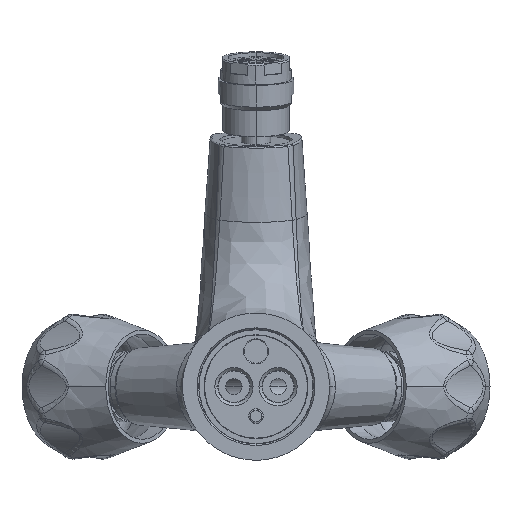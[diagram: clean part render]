
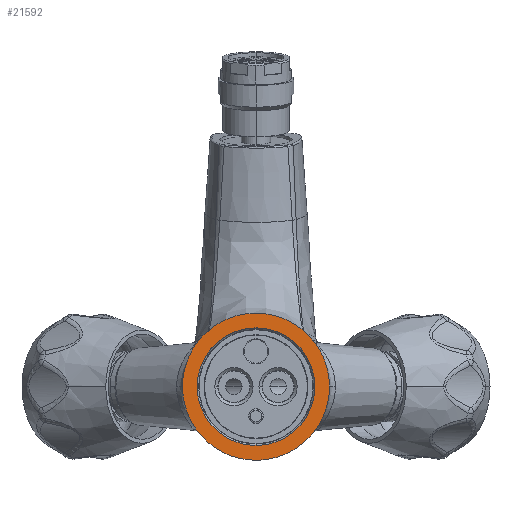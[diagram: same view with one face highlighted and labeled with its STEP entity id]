
A CAD part, front view. The second image highlights one B-rep face of the part: STEP entity #21592.
In plain terms, the highlighted planar face has unit normal (0, -1, 0).
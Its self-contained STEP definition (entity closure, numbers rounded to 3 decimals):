
#2780=CARTESIAN_POINT('',(17.678,0.,-17.678));
#2818=CARTESIAN_POINT('',(17.678,0.,17.678));
#2825=CARTESIAN_POINT('',(-17.678,0.,17.678));
#2827=CARTESIAN_POINT('',(17.678,0.,-17.678));
#2828=CARTESIAN_POINT('',(15.826,0.,-19.529));
#2829=CARTESIAN_POINT('',(11.538,0.,-22.645));
#2830=CARTESIAN_POINT('',(3.976,0.,-25.102));
#2831=CARTESIAN_POINT('',(-3.976,0.,-25.102));
#2832=CARTESIAN_POINT('',(-11.538,0.,-22.645));
#2833=CARTESIAN_POINT('',(-15.826,0.,-19.529));
#2834=CARTESIAN_POINT('',(-17.678,0.,-17.678));
#2836=CARTESIAN_POINT('',(-17.678,0.,-17.678));
#2837=CARTESIAN_POINT('',(-19.529,0.,-15.826));
#2838=CARTESIAN_POINT('',(-22.645,0.,-11.538));
#2839=CARTESIAN_POINT('',(-25.102,0.,-3.976));
#2840=CARTESIAN_POINT('',(-25.102,0.,3.976));
#2841=CARTESIAN_POINT('',(-22.645,0.,11.538));
#2842=CARTESIAN_POINT('',(-19.529,0.,15.826));
#2843=CARTESIAN_POINT('',(-17.678,0.,17.678));
#2845=CARTESIAN_POINT('',(-17.678,0.,17.678));
#2846=CARTESIAN_POINT('',(-15.826,0.,19.529));
#2847=CARTESIAN_POINT('',(-11.538,0.,22.645));
#2848=CARTESIAN_POINT('',(-3.976,0.,25.102));
#2849=CARTESIAN_POINT('',(3.976,0.,25.102));
#2850=CARTESIAN_POINT('',(11.538,0.,22.645));
#2851=CARTESIAN_POINT('',(15.826,0.,19.529));
#2852=CARTESIAN_POINT('',(17.678,0.,17.678));
#2854=CARTESIAN_POINT('',(17.678,0.,17.678));
#2855=CARTESIAN_POINT('',(19.529,0.,15.826));
#2856=CARTESIAN_POINT('',(22.645,0.,11.538));
#2857=CARTESIAN_POINT('',(25.102,0.,3.976));
#2858=CARTESIAN_POINT('',(25.102,0.,-3.976));
#2859=CARTESIAN_POINT('',(22.645,0.,-11.538));
#2860=CARTESIAN_POINT('',(19.529,0.,-15.826));
#2861=CARTESIAN_POINT('',(17.678,0.,-17.678));
#2863=CARTESIAN_POINT('',(0.,0.,0.));
#2864=DIRECTION('',(0.,-1.,0.));
#2865=DIRECTION('',(0.,0.,-1.));
#2866=AXIS2_PLACEMENT_3D('',#2863,#2864,#2865);
#2868=CARTESIAN_POINT('',(0.,0.,0.));
#2869=DIRECTION('',(0.,-1.,0.));
#2870=DIRECTION('',(0.,0.,1.));
#2871=AXIS2_PLACEMENT_3D('',#2868,#2869,#2870);
#2885=CARTESIAN_POINT('',(-17.678,0.,-17.678));
#13834=VERTEX_POINT('',#2780);
#13843=VERTEX_POINT('',#2818);
#13851=VERTEX_POINT('',#2885);
#13860=VERTEX_POINT('',#2825);
#14093=CARTESIAN_POINT('',(0.,0.,-20.));
#14094=CARTESIAN_POINT('',(0.,0.,20.));
#14095=VERTEX_POINT('',#14093);
#14096=VERTEX_POINT('',#14094);
#21573=CARTESIAN_POINT('',(0.,0.,0.));
#21574=DIRECTION('',(0.,1.,0.));
#21575=DIRECTION('',(0.,0.,1.));
#21576=AXIS2_PLACEMENT_3D('',#21573,#21574,#21575);
#21577=PLANE('',#21576);
#21579=ORIENTED_EDGE('',*,*,#21578,.T.);
#21581=ORIENTED_EDGE('',*,*,#21580,.T.);
#21582=ORIENTED_EDGE('',*,*,#21557,.T.);
#21583=ORIENTED_EDGE('',*,*,#21317,.T.);
#21584=EDGE_LOOP('',(#21579,#21581,#21582,#21583));
#21585=FACE_OUTER_BOUND('',#21584,.F.);
#21587=ORIENTED_EDGE('',*,*,#21586,.T.);
#21589=ORIENTED_EDGE('',*,*,#21588,.T.);
#21590=EDGE_LOOP('',(#21587,#21589));
#21591=FACE_BOUND('',#21590,.F.);
#21592=ADVANCED_FACE('',(#21585,#21591),#21577,.F.);
#2835=B_SPLINE_CURVE_WITH_KNOTS('',3,(#2827,#2828,#2829,#2830,#2831,#2832,#2833,
#2834),.UNSPECIFIED.,.F.,.F.,(4,1,1,1,1,4),(0.,0.2,0.4,0.6,0.8,1.),
.UNSPECIFIED.);
#2844=B_SPLINE_CURVE_WITH_KNOTS('',3,(#2836,#2837,#2838,#2839,#2840,#2841,#2842,
#2843),.UNSPECIFIED.,.F.,.F.,(4,1,1,1,1,4),(0.,0.2,0.4,0.6,0.8,1.),
.UNSPECIFIED.);
#2853=B_SPLINE_CURVE_WITH_KNOTS('',3,(#2845,#2846,#2847,#2848,#2849,#2850,#2851,
#2852),.UNSPECIFIED.,.F.,.F.,(4,1,1,1,1,4),(0.,0.2,0.4,0.6,0.8,1.),
.UNSPECIFIED.);
#2862=B_SPLINE_CURVE_WITH_KNOTS('',3,(#2854,#2855,#2856,#2857,#2858,#2859,#2860,
#2861),.UNSPECIFIED.,.F.,.F.,(4,1,1,1,1,4),(0.,0.2,0.4,0.6,0.8,1.),
.UNSPECIFIED.);
#2867=CIRCLE('',#2866,20.);
#2872=CIRCLE('',#2871,20.);
#21317=EDGE_CURVE('',#13843,#13834,#2862,.T.);
#21557=EDGE_CURVE('',#13860,#13843,#2853,.T.);
#21578=EDGE_CURVE('',#13834,#13851,#2835,.T.);
#21580=EDGE_CURVE('',#13851,#13860,#2844,.T.);
#21586=EDGE_CURVE('',#14095,#14096,#2867,.T.);
#21588=EDGE_CURVE('',#14096,#14095,#2872,.T.);
